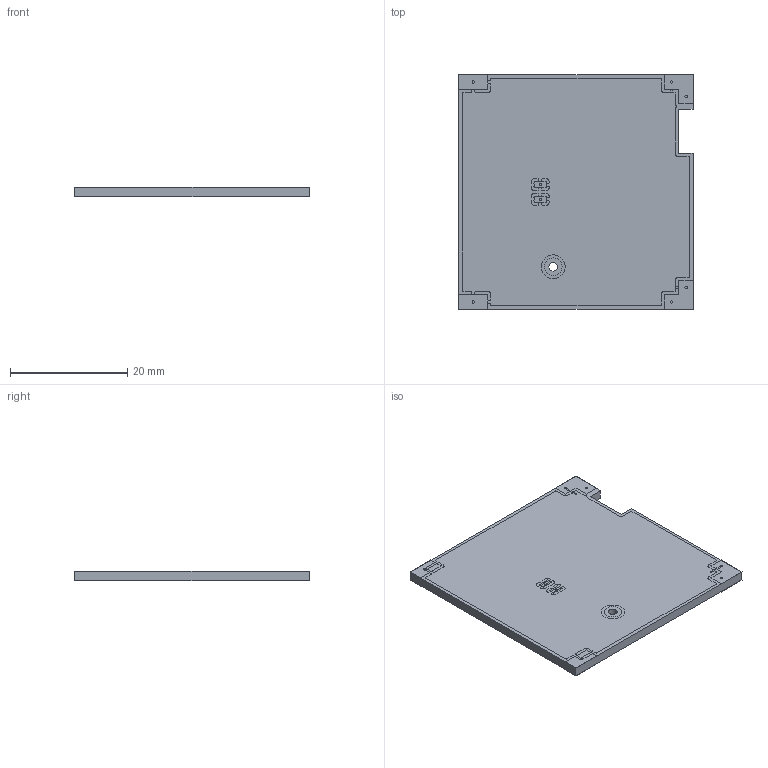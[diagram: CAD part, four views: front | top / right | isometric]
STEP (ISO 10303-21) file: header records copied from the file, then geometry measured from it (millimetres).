
FILE_DESCRIPTION(('FreeCAD Model'),'2;1');
FILE_NAME('Side.step','2019-10-03T14:29:33',( 'Author'),(''),'Open CASCADE STEP processor 7.3','FreeCAD','Unknown' );
FILE_SCHEMA(('AUTOMOTIVE_DESIGN { 1 0 10303 214 1 1 1 1 }'));
Length unit declared in the file: millimetre
Products named in the file (9): Side; Board_Geoms; Local_CS; Pcb; Open CASCADE STEP translator 7.3 7.1.2.1; PCB_Sketch; topTracks; botTracks; Step_Models
Assembly tree (8 placements, depth 4):
  Side
    Board_Geoms
      Local_CS
      Pcb
        Open CASCADE STEP translator 7.3 7.1.2.1
      PCB_Sketch
      topTracks
      botTracks
    Step_Models
Bounding box: 40.1 x 40.1 x 1.7 mm (x, y, z)
Volume: 2527.2 mm3; surface area: 6408.2 mm2
Topology: 1 solids, 21 shells, 31 faces, 1029 edges, 1028 vertices
Faces by surface type: plane 30, cylinder 1
Full cylindrical faces by diameter (mm): 1.5 x1
Entity records: 8952 total; most frequent: CARTESIAN_POINT 2097, DIRECTION 1111, ORIENTED_EDGE 1048, LINE 1027, VECTOR 1027, EDGE_CURVE 1021, VERTEX_POINT 1012, FACE_BOUND 81
